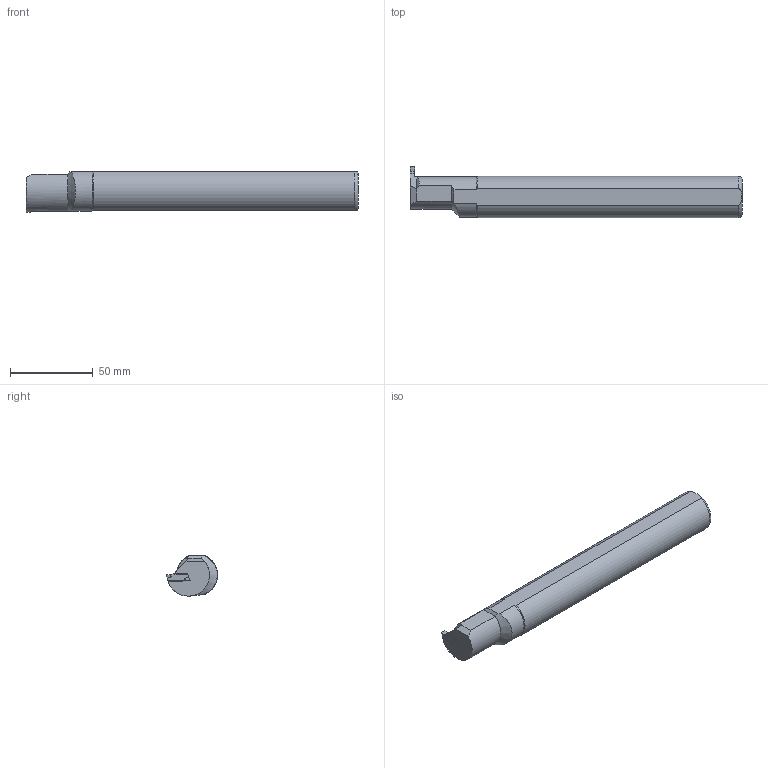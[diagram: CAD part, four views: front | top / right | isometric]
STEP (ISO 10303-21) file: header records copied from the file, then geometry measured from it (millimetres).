
FILE_DESCRIPTION(/* description */ (''),/* implementation_level */ '2;1');
FILE_NAME(/* name */ 'model1_1.stp',/* time_stamp */ '2023-10-11T19:48:40+03:00',/* author */ (''),/* organization */ (''),/* preprocessor_version */ 'ST-DEVELOPER v19.4',/* originating_system */ 'SIEMENS PLM Software NX2306.3001',/* authorisation */ '');
FILE_SCHEMA (('AUTOMOTIVE_DESIGN { 1 0 10303 214 3 1 1 1 }'));
Length unit declared in the file: millimetre
Products named in the file (1): model1_TASA11DCF771dgo7
Bounding box: 200 x 31 x 24.25 mm (x, y, z)
Volume: 91848.6 mm3; surface area: 16444.5 mm2
Topology: 2 solids, 2 shells, 64 faces, 176 edges, 116 vertices
Faces by surface type: plane 38, cylinder 21, cone 3, torus 2
Entity records: 2629 total; most frequent: CARTESIAN_POINT 495, ORIENTED_EDGE 348, DIRECTION 347, EDGE_CURVE 174, AXIS2_PLACEMENT_3D 123, VERTEX_POINT 115, LINE 101, VECTOR 101
